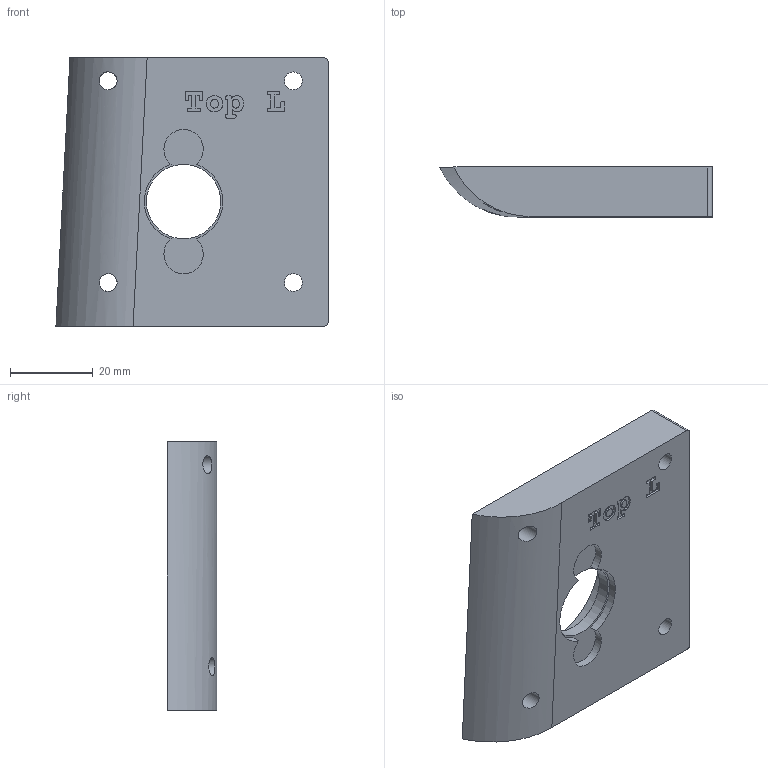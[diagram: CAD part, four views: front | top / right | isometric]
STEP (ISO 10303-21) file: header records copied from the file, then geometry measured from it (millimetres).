
FILE_DESCRIPTION(/* description */ ('STEP AP242','CAx-IF Rec.Pracs.---Representation and Presentation of Product Manufacturing Information (PMI)---4.0---2014-10-13','CAx-IF Rec.Pracs.---3D Tessellated Geometry---0.4---2014-09-14','2;1'),/* implementation_level */ '2;1');
FILE_NAME(/* name */ '687d82f78ee7380dc69ad15a',/* time_stamp */ '2025-07-20T23:59:51Z',/* author */ (''),/* organization */ (''),/* preprocessor_version */ 'ST-DEVELOPER v20',/* originating_system */ 'ONSHAPE BY PTC INC, 1.201',/* authorisation */ ' ');
FILE_SCHEMA (('AP242_MANAGED_MODEL_BASED_3D_ENGINEERING_MIM_LF { 1 0 10303 442 1 1 4 }'));
Length unit declared in the file: metre
Products named in the file (1): Insert L
Bounding box: 65.92 x 12 x 65 mm (x, y, z)
Volume: 38057.7 mm3; surface area: 11931.6 mm2
Topology: 1 solids, 1 shells, 171 faces, 486 edges, 325 vertices
Faces by surface type: cylinder 72, bspline 56, plane 43
Full cylindrical faces by diameter (mm): 4.3 x4, 18 x1, 32.1 x1
Entity records: 5813 total; most frequent: CARTESIAN_POINT 1609, ORIENTED_EDGE 954, DIRECTION 737, EDGE_CURVE 477, VERTEX_POINT 322, AXIS2_PLACEMENT_3D 258, LINE 221, VECTOR 221
